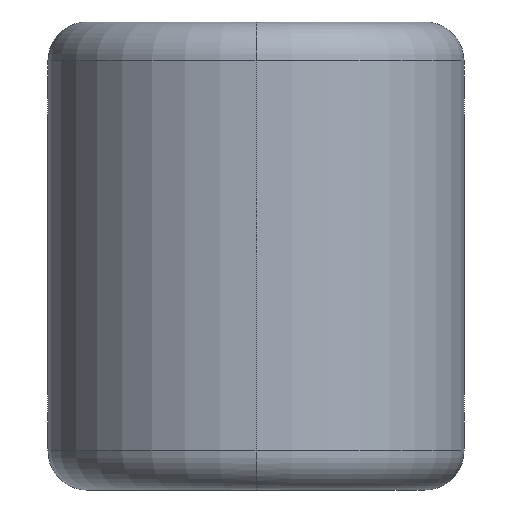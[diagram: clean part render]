
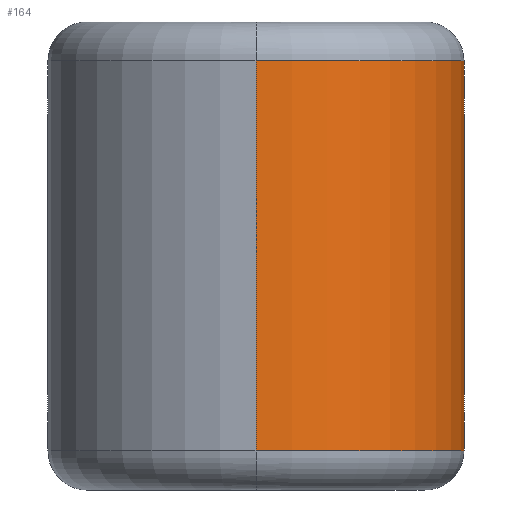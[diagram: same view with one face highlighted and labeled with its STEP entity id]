
A CAD part, front view. The second image highlights one B-rep face of the part: STEP entity #164.
In plain terms, the highlighted cylindrical face has radius 16 mm (diameter 32 mm), a partial arc.
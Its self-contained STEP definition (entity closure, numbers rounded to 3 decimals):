
#164=ADVANCED_FACE('',(#355),#356,.T.);
#355=FACE_OUTER_BOUND('',#573,.T.);
#356=CYLINDRICAL_SURFACE('',#574,16.0);
#573=EDGE_LOOP('',(#965,#966,#967,#968));
#574=AXIS2_PLACEMENT_3D('',#969,#970,#971);
#965=ORIENTED_EDGE('',*,*,#1400,.F.);
#966=ORIENTED_EDGE('',*,*,#1347,.F.);
#967=ORIENTED_EDGE('',*,*,#1401,.T.);
#968=ORIENTED_EDGE('',*,*,#1285,.F.);
#969=CARTESIAN_POINT('',(19.,280.,19.498));
#970=DIRECTION('',(0.0,0.0,1.0));
#971=DIRECTION('',(0.,-1.0,0.0));
#1285=EDGE_CURVE('',#1530,#1532,#1533,.T.);
#1347=EDGE_CURVE('',#1627,#1621,#1629,.T.);
#1400=EDGE_CURVE('',#1621,#1530,#1704,.T.);
#1401=EDGE_CURVE('',#1627,#1532,#1705,.T.);
#1530=VERTEX_POINT('',#1859);
#1532=VERTEX_POINT('',#1861);
#1533=CIRCLE('',#1862,16.0);
#1621=VERTEX_POINT('',#1972);
#1627=VERTEX_POINT('',#1978);
#1629=CIRCLE('',#1980,16.0);
#1704=LINE('',#2077,#2078);
#1705=LINE('',#2079,#2080);
#1859=CARTESIAN_POINT('',(19.,264.,52.498));
#1861=CARTESIAN_POINT('',(35.,280.,52.498));
#1862=AXIS2_PLACEMENT_3D('',#2217,#2218,#2219);
#1972=CARTESIAN_POINT('',(19.,264.,22.498));
#1978=CARTESIAN_POINT('',(35.,280.,22.498));
#1980=AXIS2_PLACEMENT_3D('',#2314,#2315,#2316);
#2077=CARTESIAN_POINT('',(19.,264.,37.498));
#2078=VECTOR('',#2387,1.0);
#2079=CARTESIAN_POINT('',(35.,280.,19.498));
#2080=VECTOR('',#2388,1.0);
#2217=CARTESIAN_POINT('',(19.,280.,52.498));
#2218=DIRECTION('',(0.0,0.0,1.0));
#2219=DIRECTION('',(0.,-1.0,0.0));
#2314=CARTESIAN_POINT('',(19.,280.,22.498));
#2315=DIRECTION('',(-0.0,0.0,-1.0));
#2316=DIRECTION('',(0.,-1.0,0.0));
#2387=DIRECTION('',(0.0,0.0,1.0));
#2388=DIRECTION('',(0.0,0.0,1.0));
